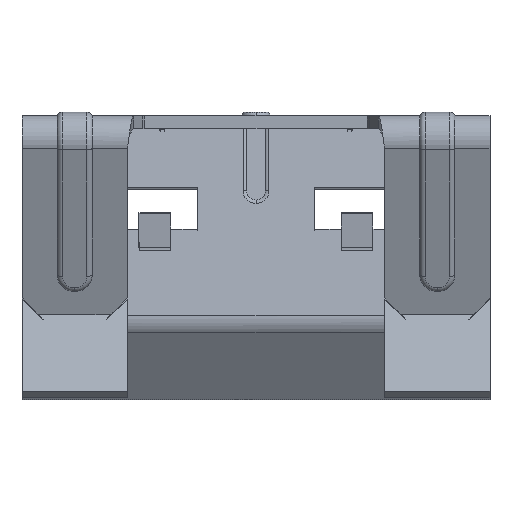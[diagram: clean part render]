
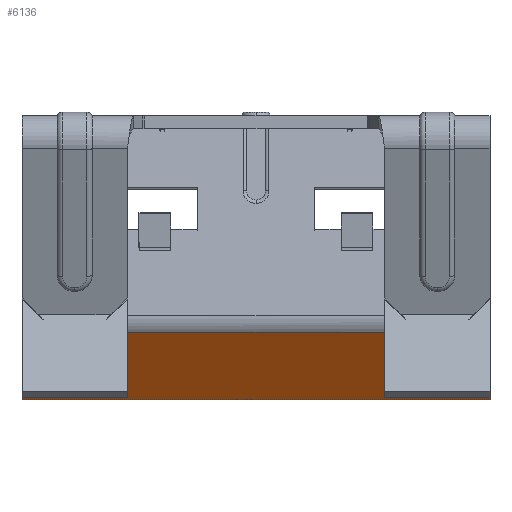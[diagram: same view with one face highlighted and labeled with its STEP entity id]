
A CAD part, front view. The second image highlights one B-rep face of the part: STEP entity #6136.
In plain terms, the highlighted planar face has unit normal (0, -0.819, -0.574).
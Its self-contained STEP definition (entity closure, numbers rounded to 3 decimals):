
#35 = CARTESIAN_POINT ( 'NONE',  ( 20., 16.79, -4.62 ) ) ;
#115 = ORIENTED_EDGE ( 'NONE', *, *, #551, .T. ) ;
#237 = LINE ( 'NONE', #4989, #1506 ) ;
#398 = DIRECTION ( 'NONE',  ( 0.64, 0.441, -0.629 ) ) ;
#432 = CARTESIAN_POINT ( 'NONE',  ( 18.038, 26.559, -18.572 ) ) ;
#457 = VERTEX_POINT ( 'NONE', #6904 ) ;
#551 = EDGE_CURVE ( 'NONE', #2661, #4820, #2998, .T. ) ;
#654 = LINE ( 'NONE', #2938, #1848 ) ;
#655 = CARTESIAN_POINT ( 'NONE',  ( -20., 30.556, -24.28 ) ) ;
#755 = CARTESIAN_POINT ( 'NONE',  ( -18.038, 26.559, -18.572 ) ) ;
#846 = EDGE_CURVE ( 'NONE', #2257, #2661, #654, .T. ) ;
#854 = EDGE_CURVE ( 'NONE', #1806, #1598, #3443, .T. ) ;
#1115 = CARTESIAN_POINT ( 'NONE',  ( 20., 16.79, -4.62 ) ) ;
#1186 = DIRECTION ( 'NONE',  ( -0.64, -0.441, 0.629 ) ) ;
#1255 = VECTOR ( 'NONE', #4325, 1000. ) ;
#1307 = CARTESIAN_POINT ( 'NONE',  ( -20., 25.209, -16.644 ) ) ;
#1316 = ORIENTED_EDGE ( 'NONE', *, *, #2222, .T. ) ;
#1490 = EDGE_CURVE ( 'NONE', #1598, #2257, #7683, .T. ) ;
#1506 = VECTOR ( 'NONE', #5515, 1000. ) ;
#1559 = LINE ( 'NONE', #7591, #3863 ) ;
#1598 = VERTEX_POINT ( 'NONE', #1307 ) ;
#1674 = DIRECTION ( 'NONE',  ( -1., 0., 0. ) ) ;
#1780 = DIRECTION ( 'NONE',  ( 0., 0.574, -0.819 ) ) ;
#1806 = VERTEX_POINT ( 'NONE', #755 ) ;
#1848 = VECTOR ( 'NONE', #6465, 1000. ) ;
#1982 = DIRECTION ( 'NONE',  ( -0.64, 0.441, -0.629 ) ) ;
#2012 = VERTEX_POINT ( 'NONE', #432 ) ;
#2222 = EDGE_CURVE ( 'NONE', #457, #1806, #7236, .T. ) ;
#2234 = ORIENTED_EDGE ( 'NONE', *, *, #6023, .T. ) ;
#2257 = VERTEX_POINT ( 'NONE', #7461 ) ;
#2286 = DIRECTION ( 'NONE',  ( 0., 0.819, 0.574 ) ) ;
#2644 = VERTEX_POINT ( 'NONE', #5832 ) ;
#2661 = VERTEX_POINT ( 'NONE', #5757 ) ;
#2938 = CARTESIAN_POINT ( 'NONE',  ( 20., 30.556, -24.28 ) ) ;
#2941 = PLANE ( 'NONE',  #5057 ) ;
#2998 = LINE ( 'NONE', #35, #6086 ) ;
#3096 = EDGE_CURVE ( 'NONE', #7021, #457, #1559, .T. ) ;
#3284 = EDGE_CURVE ( 'NONE', #4173, #7021, #7033, .T. ) ;
#3403 = ORIENTED_EDGE ( 'NONE', *, *, #3284, .T. ) ;
#3443 = LINE ( 'NONE', #5961, #6208 ) ;
#3464 = EDGE_CURVE ( 'NONE', #2644, #4173, #237, .T. ) ;
#3469 = CARTESIAN_POINT ( 'NONE',  ( 20., 26.499, -18.486 ) ) ;
#3549 = LINE ( 'NONE', #6613, #6229 ) ;
#3676 = CARTESIAN_POINT ( 'NONE',  ( 18.06, 26.499, -18.486 ) ) ;
#3863 = VECTOR ( 'NONE', #398, 1000. ) ;
#4071 = FACE_OUTER_BOUND ( 'NONE', #5327, .T. ) ;
#4143 = CARTESIAN_POINT ( 'NONE',  ( -18.06, 26.499, -18.486 ) ) ;
#4173 = VERTEX_POINT ( 'NONE', #3676 ) ;
#4314 = ORIENTED_EDGE ( 'NONE', *, *, #854, .T. ) ;
#4325 = DIRECTION ( 'NONE',  ( -0.768, 0.367, -0.524 ) ) ;
#4816 = VECTOR ( 'NONE', #1780, 1000. ) ;
#4820 = VERTEX_POINT ( 'NONE', #7267 ) ;
#4989 = CARTESIAN_POINT ( 'NONE',  ( 20., 25.164, -16.58 ) ) ;
#5057 = AXIS2_PLACEMENT_3D ( 'NONE', #1115, #2286, #5886 ) ;
#5327 = EDGE_LOOP ( 'NONE', ( #7011, #115, #6966, #2234, #7736, #3403, #7027, #1316, #4314, #5762 ) ) ;
#5515 = DIRECTION ( 'NONE',  ( 0.64, -0.441, 0.629 ) ) ;
#5589 = VECTOR ( 'NONE', #7496, 1000. ) ;
#5757 = CARTESIAN_POINT ( 'NONE',  ( 20., 30.556, -24.28 ) ) ;
#5762 = ORIENTED_EDGE ( 'NONE', *, *, #1490, .T. ) ;
#5832 = CARTESIAN_POINT ( 'NONE',  ( 18., 26.541, -18.546 ) ) ;
#5886 = DIRECTION ( 'NONE',  ( 1., 0., 0. ) ) ;
#5961 = CARTESIAN_POINT ( 'NONE',  ( -20.038, 25.183, -16.606 ) ) ;
#6023 = EDGE_CURVE ( 'NONE', #2012, #2644, #7532, .T. ) ;
#6086 = VECTOR ( 'NONE', #7182, 1000. ) ;
#6136 = ADVANCED_FACE ( 'NONE', ( #4071 ), #2941, .F. ) ;
#6208 = VECTOR ( 'NONE', #1186, 1000. ) ;
#6229 = VECTOR ( 'NONE', #1982, 1000. ) ;
#6357 = CARTESIAN_POINT ( 'NONE',  ( 18., 26.541, -18.546 ) ) ;
#6378 = VECTOR ( 'NONE', #1674, 1000. ) ;
#6465 = DIRECTION ( 'NONE',  ( 1., 0., 0. ) ) ;
#6613 = CARTESIAN_POINT ( 'NONE',  ( 20.038, 25.183, -16.606 ) ) ;
#6758 = CARTESIAN_POINT ( 'NONE',  ( -18., 26.541, -18.546 ) ) ;
#6904 = CARTESIAN_POINT ( 'NONE',  ( -18., 26.541, -18.546 ) ) ;
#6966 = ORIENTED_EDGE ( 'NONE', *, *, #7053, .T. ) ;
#7011 = ORIENTED_EDGE ( 'NONE', *, *, #846, .T. ) ;
#7021 = VERTEX_POINT ( 'NONE', #4143 ) ;
#7027 = ORIENTED_EDGE ( 'NONE', *, *, #3096, .T. ) ;
#7033 = LINE ( 'NONE', #3469, #6378 ) ;
#7053 = EDGE_CURVE ( 'NONE', #4820, #2012, #3549, .T. ) ;
#7182 = DIRECTION ( 'NONE',  ( 0., -0.574, 0.819 ) ) ;
#7236 = LINE ( 'NONE', #6758, #1255 ) ;
#7267 = CARTESIAN_POINT ( 'NONE',  ( 20., 25.209, -16.644 ) ) ;
#7461 = CARTESIAN_POINT ( 'NONE',  ( -20., 30.556, -24.28 ) ) ;
#7496 = DIRECTION ( 'NONE',  ( -0.768, -0.367, 0.524 ) ) ;
#7532 = LINE ( 'NONE', #6357, #5589 ) ;
#7591 = CARTESIAN_POINT ( 'NONE',  ( -20., 25.164, -16.58 ) ) ;
#7683 = LINE ( 'NONE', #655, #4816 ) ;
#7736 = ORIENTED_EDGE ( 'NONE', *, *, #3464, .T. ) ;
